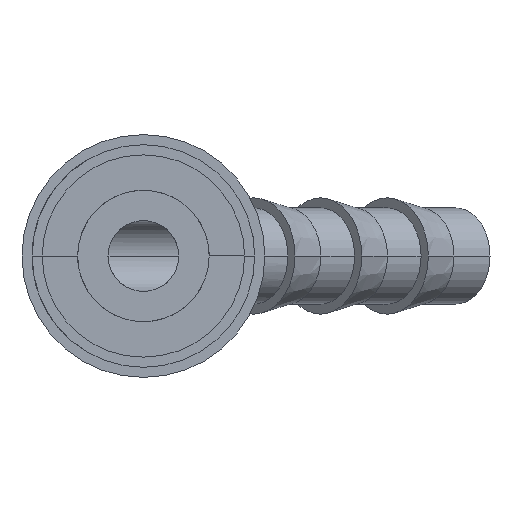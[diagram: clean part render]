
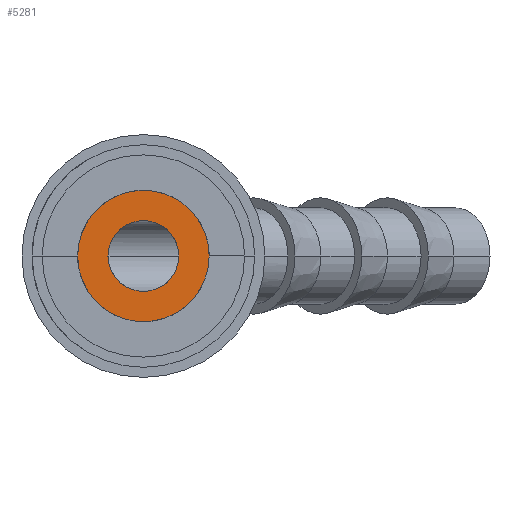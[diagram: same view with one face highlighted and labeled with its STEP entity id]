
A CAD part, left-side view. The second image highlights one B-rep face of the part: STEP entity #5281.
In plain terms, the highlighted planar face has unit normal (-1, 0, 0).
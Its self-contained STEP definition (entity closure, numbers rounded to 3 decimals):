
#104 = DIRECTION ( 'NONE',  ( 1., 0., 0. ) ) ;
#258 = AXIS2_PLACEMENT_3D ( 'NONE', #6859, #668, #7964 ) ;
#668 = DIRECTION ( 'NONE',  ( 1., 0., 0. ) ) ;
#793 = EDGE_CURVE ( 'NONE', #2624, #3312, #7961, .T. ) ;
#1013 = AXIS2_PLACEMENT_3D ( 'NONE', #9411, #3992, #7586 ) ;
#1072 = EDGE_CURVE ( 'NONE', #3493, #11473, #11529, .T. ) ;
#1239 = DIRECTION ( 'NONE',  ( 0., 0., -1. ) ) ;
#1823 = DIRECTION ( 'NONE',  ( 1., 0., 0. ) ) ;
#2306 = EDGE_LOOP ( 'NONE', ( #7255, #9107 ) ) ;
#2351 = ORIENTED_EDGE ( 'NONE', *, *, #2952, .F. ) ;
#2624 = VERTEX_POINT ( 'NONE', #4129 ) ;
#2684 = FACE_BOUND ( 'NONE', #2306, .T. ) ;
#2952 = EDGE_CURVE ( 'NONE', #11473, #3493, #3443, .T. ) ;
#3312 = VERTEX_POINT ( 'NONE', #9353 ) ;
#3443 = CIRCLE ( 'NONE', #7782, 6.5 ) ;
#3493 = VERTEX_POINT ( 'NONE', #7507 ) ;
#3992 = DIRECTION ( 'NONE',  ( 1., 0., 0. ) ) ;
#4118 = EDGE_CURVE ( 'NONE', #3312, #2624, #9097, .T. ) ;
#4129 = CARTESIAN_POINT ( 'NONE',  ( 10., -3.5, 0. ) ) ;
#4428 = EDGE_LOOP ( 'NONE', ( #2351, #6371 ) ) ;
#4721 = CARTESIAN_POINT ( 'NONE',  ( 10., 0., 6.5 ) ) ;
#5281 = ADVANCED_FACE ( 'NONE', ( #2684, #5451 ), #6275, .F. ) ;
#5410 = DIRECTION ( 'NONE',  ( 0., 0., -1. ) ) ;
#5451 = FACE_OUTER_BOUND ( 'NONE', #4428, .T. ) ;
#5632 = CARTESIAN_POINT ( 'NONE',  ( 10., 0., 0. ) ) ;
#6275 = PLANE ( 'NONE',  #1013 ) ;
#6371 = ORIENTED_EDGE ( 'NONE', *, *, #1072, .F. ) ;
#6859 = CARTESIAN_POINT ( 'NONE',  ( 10., 0., 0. ) ) ;
#7255 = ORIENTED_EDGE ( 'NONE', *, *, #793, .T. ) ;
#7490 = CARTESIAN_POINT ( 'NONE',  ( 10., 0., 0. ) ) ;
#7507 = CARTESIAN_POINT ( 'NONE',  ( 10., 0., -6.5 ) ) ;
#7586 = DIRECTION ( 'NONE',  ( 0., 0., -1. ) ) ;
#7782 = AXIS2_PLACEMENT_3D ( 'NONE', #9999, #104, #1239 ) ;
#7961 = CIRCLE ( 'NONE', #10031, 3.5 ) ;
#7964 = DIRECTION ( 'NONE',  ( 0., 0., -1. ) ) ;
#8411 = DIRECTION ( 'NONE',  ( 1., 0., 0. ) ) ;
#9097 = CIRCLE ( 'NONE', #9294, 3.5 ) ;
#9107 = ORIENTED_EDGE ( 'NONE', *, *, #4118, .T. ) ;
#9294 = AXIS2_PLACEMENT_3D ( 'NONE', #5632, #8411, #11176 ) ;
#9353 = CARTESIAN_POINT ( 'NONE',  ( 10., 3.5, 0. ) ) ;
#9411 = CARTESIAN_POINT ( 'NONE',  ( 10., 0., 0. ) ) ;
#9999 = CARTESIAN_POINT ( 'NONE',  ( 10., 0., 0. ) ) ;
#10031 = AXIS2_PLACEMENT_3D ( 'NONE', #7490, #1823, #5410 ) ;
#11176 = DIRECTION ( 'NONE',  ( 0., 0., -1. ) ) ;
#11473 = VERTEX_POINT ( 'NONE', #4721 ) ;
#11529 = CIRCLE ( 'NONE', #258, 6.5 ) ;
